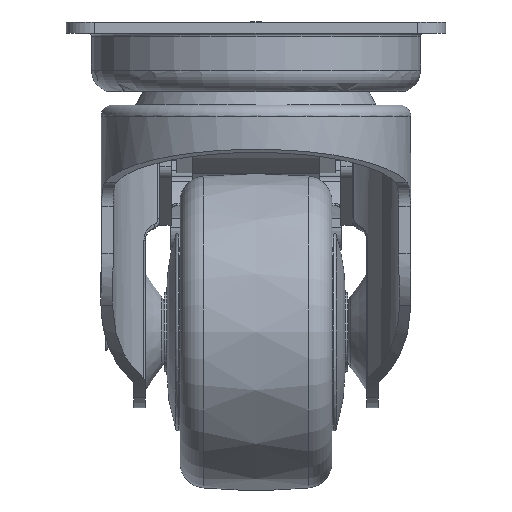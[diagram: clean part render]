
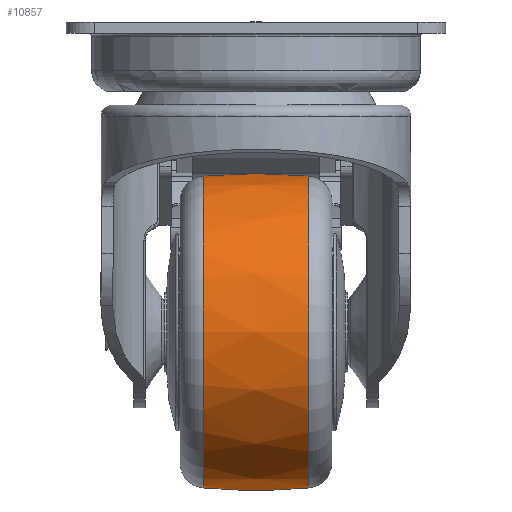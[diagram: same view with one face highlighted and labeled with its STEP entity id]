
A CAD part, left-side view. The second image highlights one B-rep face of the part: STEP entity #10857.
In plain terms, the highlighted free-form (B-spline) face has degree [2, 2] with [3, 9] control points.
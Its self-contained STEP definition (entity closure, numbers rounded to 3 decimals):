
#21=(
BOUNDED_SURFACE()
B_SPLINE_SURFACE(2,2,((#24386,#24387,#24388,#24389,#24390,#24391,#24392,
#24393,#24394),(#24395,#24396,#24397,#24398,#24399,#24400,#24401,#24402,
#24403),(#24404,#24405,#24406,#24407,#24408,#24409,#24410,#24411,#24412)),
 .UNSPECIFIED.,.F.,.T.,.F.)
B_SPLINE_SURFACE_WITH_KNOTS((3,3),(3,2,2,2,3),(-0.087,0.087),
(-3.142,-1.571,0.,1.571,3.142),
 .UNSPECIFIED.)
GEOMETRIC_REPRESENTATION_ITEM()
RATIONAL_B_SPLINE_SURFACE(((1.,0.707,1.,0.707,1.,
0.707,1.,0.707,1.),(0.996,0.704,
0.996,0.704,0.996,0.704,
0.996,0.704,0.996),(1.,0.707,
1.,0.707,1.,0.707,1.,0.707,1.)))
REPRESENTATION_ITEM('')
SURFACE()
);
#1349=FACE_OUTER_BOUND('',#2034,.T.);
#2034=EDGE_LOOP('',(#8947,#8948,#8949,#8950));
#4024=CIRCLE('',#12039,24.638);
#4025=CIRCLE('',#12040,96.375);
#4026=CIRCLE('',#12041,24.638);
#4987=VERTEX_POINT('',#24383);
#4988=VERTEX_POINT('',#24413);
#6370=EDGE_CURVE('',#4987,#4987,#4024,.T.);
#6371=EDGE_CURVE('',#4987,#4988,#4025,.T.);
#6372=EDGE_CURVE('',#4988,#4988,#4026,.T.);
#8947=ORIENTED_EDGE('',*,*,#6370,.F.);
#8948=ORIENTED_EDGE('',*,*,#6371,.T.);
#8949=ORIENTED_EDGE('',*,*,#6372,.T.);
#8950=ORIENTED_EDGE('',*,*,#6371,.F.);
#10857=ADVANCED_FACE('',(#1349),#21,.F.);
#12039=AXIS2_PLACEMENT_3D('',#24385,#14657,#14658);
#12040=AXIS2_PLACEMENT_3D('',#24414,#14659,#14660);
#12041=AXIS2_PLACEMENT_3D('',#24415,#14661,#14662);
#14657=DIRECTION('center_axis',(0.,1.,0.));
#14658=DIRECTION('ref_axis',(0.,0.,
1.));
#14659=DIRECTION('center_axis',(-1.,0.,0.));
#14660=DIRECTION('ref_axis',(0.,0.,
-1.));
#14661=DIRECTION('center_axis',(0.,1.,0.));
#14662=DIRECTION('ref_axis',(0.,0.,
1.));
#24383=CARTESIAN_POINT('',(0.,8.346,-24.638));
#24385=CARTESIAN_POINT('Origin',(0.,8.346,
0.));
#24386=CARTESIAN_POINT('Ctrl Pts',(0.,-8.346,
-24.638));
#24387=CARTESIAN_POINT('Ctrl Pts',(-24.638,-8.346,
-24.638));
#24388=CARTESIAN_POINT('Ctrl Pts',(-24.638,-8.346,
0.));
#24389=CARTESIAN_POINT('Ctrl Pts',(-24.638,-8.346,
24.638));
#24390=CARTESIAN_POINT('Ctrl Pts',(0.,-8.346,
24.638));
#24391=CARTESIAN_POINT('Ctrl Pts',(24.638,-8.346,24.638));
#24392=CARTESIAN_POINT('Ctrl Pts',(24.638,-8.346,0.));
#24393=CARTESIAN_POINT('Ctrl Pts',(24.638,-8.346,-24.638));
#24394=CARTESIAN_POINT('Ctrl Pts',(0.,-8.346,
-24.638));
#24395=CARTESIAN_POINT('Ctrl Pts',(0.,0.,
-25.363));
#24396=CARTESIAN_POINT('Ctrl Pts',(-25.363,0.,
-25.363));
#24397=CARTESIAN_POINT('Ctrl Pts',(-25.363,0.,
0.));
#24398=CARTESIAN_POINT('Ctrl Pts',(-25.363,0.,
25.363));
#24399=CARTESIAN_POINT('Ctrl Pts',(0.,0.,
25.363));
#24400=CARTESIAN_POINT('Ctrl Pts',(25.363,0.,
25.363));
#24401=CARTESIAN_POINT('Ctrl Pts',(25.363,0.,
0.));
#24402=CARTESIAN_POINT('Ctrl Pts',(25.363,0.,
-25.363));
#24403=CARTESIAN_POINT('Ctrl Pts',(0.,0.,
-25.363));
#24404=CARTESIAN_POINT('Ctrl Pts',(0.,8.346,
-24.638));
#24405=CARTESIAN_POINT('Ctrl Pts',(-24.638,8.346,-24.638));
#24406=CARTESIAN_POINT('Ctrl Pts',(-24.638,8.346,0.));
#24407=CARTESIAN_POINT('Ctrl Pts',(-24.638,8.346,24.638));
#24408=CARTESIAN_POINT('Ctrl Pts',(0.,8.346,
24.638));
#24409=CARTESIAN_POINT('Ctrl Pts',(24.638,8.346,24.638));
#24410=CARTESIAN_POINT('Ctrl Pts',(24.638,8.346,0.));
#24411=CARTESIAN_POINT('Ctrl Pts',(24.638,8.346,-24.638));
#24412=CARTESIAN_POINT('Ctrl Pts',(0.,8.346,
-24.638));
#24413=CARTESIAN_POINT('',(0.,-8.346,-24.638));
#24414=CARTESIAN_POINT('Origin',(0.,0.,
71.375));
#24415=CARTESIAN_POINT('Origin',(0.,-8.346,
0.));
